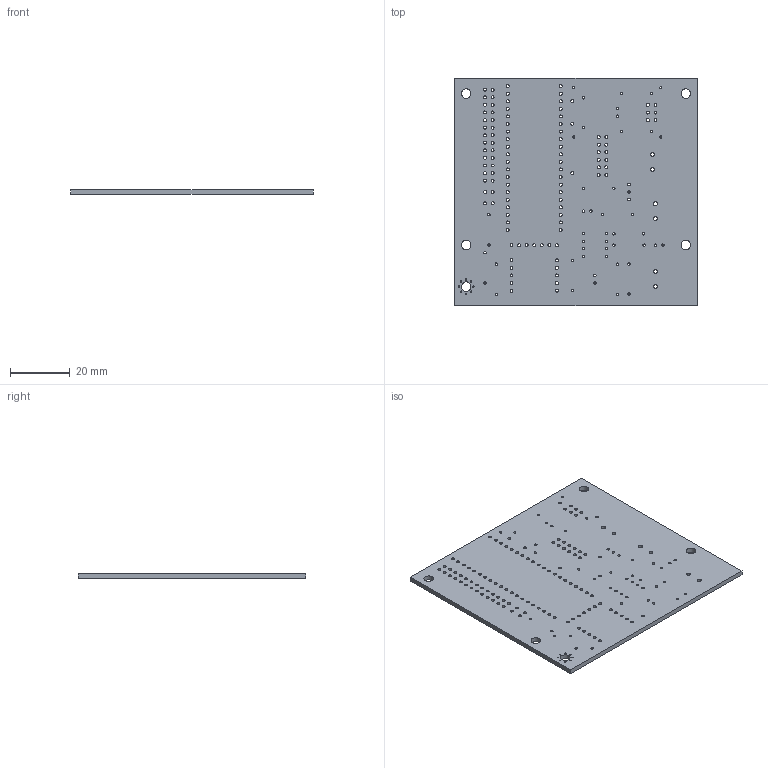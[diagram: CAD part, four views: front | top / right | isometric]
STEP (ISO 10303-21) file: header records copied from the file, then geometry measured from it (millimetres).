
FILE_DESCRIPTION(('KiCad electronic assembly'),'2;1');
FILE_NAME('project_brave_heart.step','2022-07-12T15:08:41',('Pcbnew'),( 'Kicad'),'Open CASCADE STEP processor 7.6','KiCad to STEP converter' ,'Unknown');
FILE_SCHEMA(('AUTOMOTIVE_DESIGN { 1 0 10303 214 1 1 1 1 }'));
Length unit declared in the file: millimetre
Products named in the file (2): project_brave_heart 1; project_brave_heart PCB
Assembly tree (1 placements, depth 2):
  project_brave_heart 1
    project_brave_heart PCB
Bounding box: 81.28 x 76.2 x 1.6 mm (x, y, z)
Volume: 9655.2 mm3; surface area: 13451.9 mm2
Topology: 1 solids, 1 shells, 182 faces, 540 edges, 360 vertices
Faces by surface type: cylinder 176, plane 6
Full cylindrical faces by diameter (mm): 0.5 x8, 0.762 x4, 0.8 x45, 1 x108, 1.3 x6, 3.2 x5
Entity records: 15143 total; most frequent: CARTESIAN_POINT 4276, DIRECTION 1988, ORIENTED_EDGE 1080, PCURVE 1080, DEFINITIONAL_REPRESENTATION 1080, LINE 916, VECTOR 916, EDGE_CURVE 540
